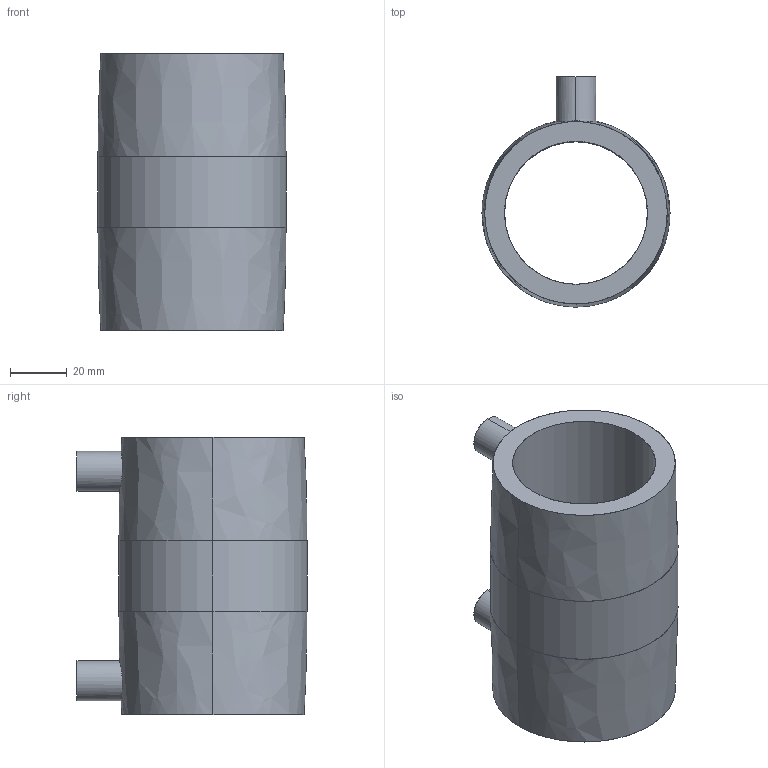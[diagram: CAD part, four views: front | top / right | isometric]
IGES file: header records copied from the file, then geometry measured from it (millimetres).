
Start section: SolidWorks IGES file using analytic representation for surfaces
Global section: file name: Ef Coupler SDR11_001 117 2160 0050.igs; native system: SolidWorks 2021; preprocessor: SolidWorks 2021; author: b.kav; date: 230109.084210; units: millimetre
Bounding box: 66.4 x 81.2 x 98 mm (x, y, z)
Surface area: 40684.9 mm2 (no closed solid volume)
Topology: 0 solids, 0 shells, 22 faces, 712 edges, 712 vertices
Faces by surface type: revolution 12, bspline 10
